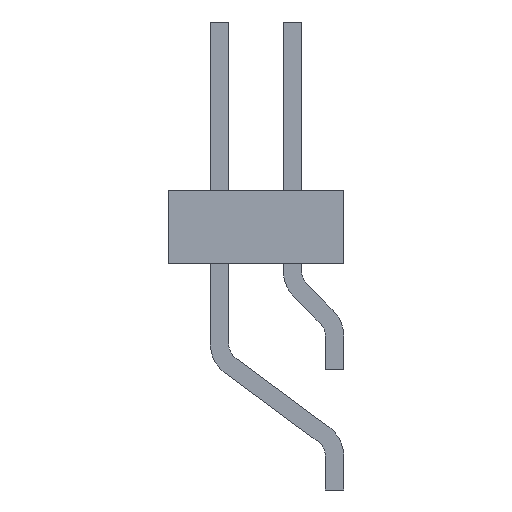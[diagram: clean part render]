
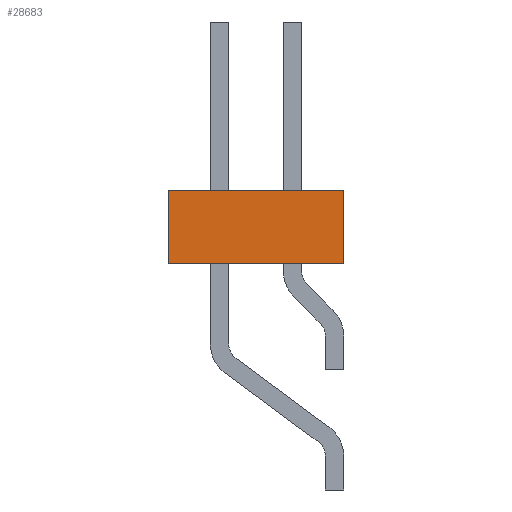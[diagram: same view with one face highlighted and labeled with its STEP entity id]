
A CAD part, left-side view. The second image highlights one B-rep face of the part: STEP entity #28683.
In plain terms, the highlighted planar face has unit normal (-1, 0, 0).
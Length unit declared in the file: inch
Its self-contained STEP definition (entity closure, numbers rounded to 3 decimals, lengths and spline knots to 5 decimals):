
#2999=ORIENTED_EDGE('',*,*,#10730,.T.);
#3000=ORIENTED_EDGE('',*,*,#10172,.F.);
#3001=ORIENTED_EDGE('',*,*,#10580,.F.);
#3002=ORIENTED_EDGE('',*,*,#9508,.T.);
#9508=EDGE_CURVE('',#13663,#13662,#16511,.T.);
#10172=EDGE_CURVE('',#14200,#14201,#17161,.T.);
#10580=EDGE_CURVE('',#13663,#14200,#17568,.T.);
#10730=EDGE_CURVE('',#13662,#14201,#17718,.T.);
#13662=VERTEX_POINT('',#40250);
#13663=VERTEX_POINT('',#40252);
#14200=VERTEX_POINT('',#41565);
#14201=VERTEX_POINT('',#41567);
#16511=LINE('',#40251,#20391);
#17161=LINE('',#41566,#21041);
#17568=LINE('',#42310,#21448);
#17718=LINE('',#42595,#21598);
#20391=VECTOR('',#32379,39.37008);
#21041=VECTOR('',#33283,39.37008);
#21448=VECTOR('',#33872,39.37008);
#21598=VECTOR('',#34052,39.37008);
#24171=EDGE_LOOP('',(#2999,#3000,#3001,#3002));
#25803=FACE_BOUND('',#24171,.T.);
#27375=PLANE('',#30221);
#28683=ADVANCED_FACE('',(#25803),#27375,.F.);
#30221=AXIS2_PLACEMENT_3D('',#42862,#34221,#34222);
#32379=DIRECTION('',(0.,0.,-1.));
#33283=DIRECTION('',(0.,0.,-1.));
#33872=DIRECTION('',(0.,-1.,0.));
#34052=DIRECTION('',(0.,-1.,0.));
#34221=DIRECTION('',(1.,0.,0.));
#34222=DIRECTION('',(0.,0.,-1.));
#40250=CARTESIAN_POINT('',(-0.75,0.12,-0.05));
#40251=CARTESIAN_POINT('',(-0.75,0.12,0.05));
#40252=CARTESIAN_POINT('',(-0.75,0.12,0.05));
#41565=CARTESIAN_POINT('',(-0.75,-0.12,0.05));
#41566=CARTESIAN_POINT('',(-0.75,-0.12,0.05));
#41567=CARTESIAN_POINT('',(-0.75,-0.12,-0.05));
#42310=CARTESIAN_POINT('',(-0.75,0.12,0.05));
#42595=CARTESIAN_POINT('',(-0.75,0.12,-0.05));
#42862=CARTESIAN_POINT('',(-0.75,0.12,0.05));
